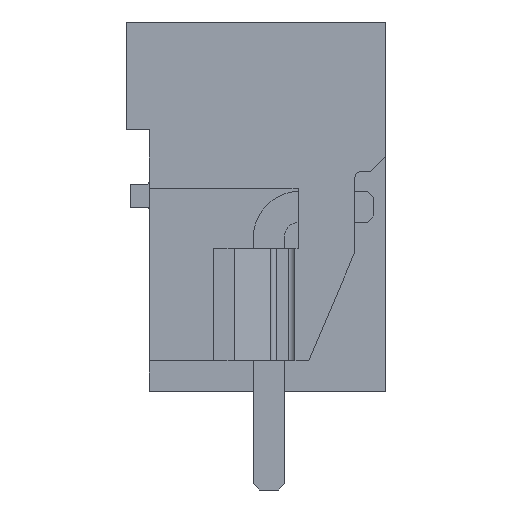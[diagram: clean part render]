
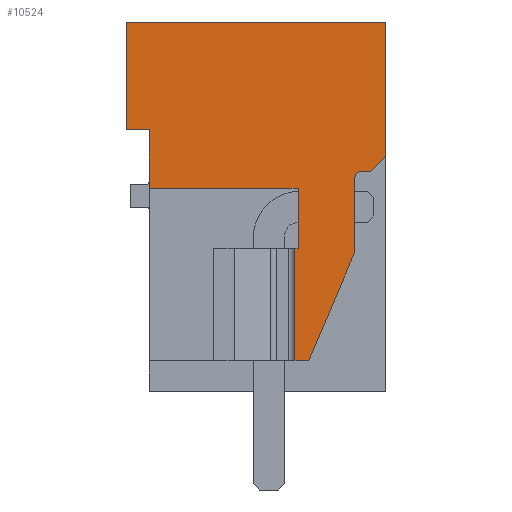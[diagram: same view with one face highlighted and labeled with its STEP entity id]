
A CAD part, left-side view. The second image highlights one B-rep face of the part: STEP entity #10524.
In plain terms, the highlighted planar face has unit normal (-1, 0, 0).
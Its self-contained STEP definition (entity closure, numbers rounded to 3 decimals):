
#10437=AXIS2_PLACEMENT_3D('Plane Axis2P3D',#10434,#10435,#10436) ;
#10490=AXIS2_PLACEMENT_3D('Circle Axis2P3D',#10488,#10489,$) ;
#63=CARTESIAN_POINT('Vertex',(0.,0.,15.2)) ;
#66=CARTESIAN_POINT('Line Origine',(0.,0.,13.023)) ;
#70=CARTESIAN_POINT('Vertex',(0.,0.,10.846)) ;
#147=CARTESIAN_POINT('Vertex',(0.,8.43,15.2)) ;
#150=CARTESIAN_POINT('Line Origine',(0.,4.215,15.2)) ;
#1823=CARTESIAN_POINT('Vertex',(0.,8.43,11.7)) ;
#1826=CARTESIAN_POINT('Line Origine',(0.,8.43,13.45)) ;
#2539=CARTESIAN_POINT('Vertex',(0.,7.68,9.8)) ;
#2542=CARTESIAN_POINT('Line Origine',(0.,7.68,10.75)) ;
#2546=CARTESIAN_POINT('Vertex',(0.,7.68,11.7)) ;
#10382=CARTESIAN_POINT('Line Origine',(0.,8.055,11.7)) ;
#10434=CARTESIAN_POINT('Axis2P3D Location',(0.,0.,0.)) ;
#10439=CARTESIAN_POINT('Line Origine',(0.,5.265,9.8)) ;
#10443=CARTESIAN_POINT('Vertex',(0.,2.85,9.8)) ;
#10446=CARTESIAN_POINT('Line Origine',(0.,2.85,8.825)) ;
#10450=CARTESIAN_POINT('Vertex',(0.,2.85,7.85)) ;
#10453=CARTESIAN_POINT('Line Origine',(0.,2.9,7.85)) ;
#10457=CARTESIAN_POINT('Vertex',(0.,2.95,7.85)) ;
#10460=CARTESIAN_POINT('Line Origine',(0.,2.95,6.025)) ;
#10464=CARTESIAN_POINT('Vertex',(0.,2.95,4.2)) ;
#10467=CARTESIAN_POINT('Line Origine',(0.,2.725,4.2)) ;
#10471=CARTESIAN_POINT('Vertex',(0.,2.5,4.2)) ;
#10474=CARTESIAN_POINT('Line Origine',(0.,1.75,5.968)) ;
#10478=CARTESIAN_POINT('Vertex',(0.,1.,7.736)) ;
#10481=CARTESIAN_POINT('Line Origine',(0.,1.,8.941)) ;
#10485=CARTESIAN_POINT('Vertex',(0.,1.,10.146)) ;
#10488=CARTESIAN_POINT('Axis2P3D Location',(0.,0.8,10.146)) ;
#10492=CARTESIAN_POINT('Vertex',(0.,0.8,10.346)) ;
#10495=CARTESIAN_POINT('Line Origine',(0.,0.65,10.346)) ;
#10499=CARTESIAN_POINT('Vertex',(0.,0.5,10.346)) ;
#10502=CARTESIAN_POINT('Line Origine',(0.,0.25,10.596)) ;
#67=DIRECTION('Vector Direction',(0.,0.,-1.)) ;
#151=DIRECTION('Vector Direction',(0.,-1.,0.)) ;
#1827=DIRECTION('Vector Direction',(0.,0.,-1.)) ;
#2543=DIRECTION('Vector Direction',(0.,0.,-1.)) ;
#10383=DIRECTION('Vector Direction',(0.,-1.,0.)) ;
#10435=DIRECTION('Axis2P3D Direction',(-1.,0.,0.)) ;
#10436=DIRECTION('Axis2P3D XDirection',(0.,0.,1.)) ;
#10440=DIRECTION('Vector Direction',(0.,1.,0.)) ;
#10447=DIRECTION('Vector Direction',(0.,0.,-1.)) ;
#10454=DIRECTION('Vector Direction',(0.,-1.,0.)) ;
#10461=DIRECTION('Vector Direction',(0.,0.,1.)) ;
#10468=DIRECTION('Vector Direction',(0.,-1.,0.)) ;
#10475=DIRECTION('Vector Direction',(0.,-0.391,0.921)) ;
#10482=DIRECTION('Vector Direction',(0.,0.,1.)) ;
#10489=DIRECTION('Axis2P3D Direction',(-1.,0.,0.)) ;
#10496=DIRECTION('Vector Direction',(0.,-1.,0.)) ;
#10503=DIRECTION('Vector Direction',(0.,-0.707,0.707)) ;
#68=VECTOR('Line Direction',#67,1.) ;
#152=VECTOR('Line Direction',#151,1.) ;
#1828=VECTOR('Line Direction',#1827,1.) ;
#2544=VECTOR('Line Direction',#2543,1.) ;
#10384=VECTOR('Line Direction',#10383,1.) ;
#10441=VECTOR('Line Direction',#10440,1.) ;
#10448=VECTOR('Line Direction',#10447,1.) ;
#10455=VECTOR('Line Direction',#10454,1.) ;
#10462=VECTOR('Line Direction',#10461,1.) ;
#10469=VECTOR('Line Direction',#10468,1.) ;
#10476=VECTOR('Line Direction',#10475,1.) ;
#10483=VECTOR('Line Direction',#10482,1.) ;
#10497=VECTOR('Line Direction',#10496,1.) ;
#10504=VECTOR('Line Direction',#10503,1.) ;
#10508=ORIENTED_EDGE('',*,*,#72,.T.) ;
#10509=ORIENTED_EDGE('',*,*,#154,.T.) ;
#10510=ORIENTED_EDGE('',*,*,#1830,.T.) ;
#10511=ORIENTED_EDGE('',*,*,#10386,.T.) ;
#10512=ORIENTED_EDGE('',*,*,#2548,.T.) ;
#10513=ORIENTED_EDGE('',*,*,#10445,.F.) ;
#10514=ORIENTED_EDGE('',*,*,#10452,.F.) ;
#10515=ORIENTED_EDGE('',*,*,#10459,.F.) ;
#10516=ORIENTED_EDGE('',*,*,#10466,.F.) ;
#10517=ORIENTED_EDGE('',*,*,#10473,.F.) ;
#10518=ORIENTED_EDGE('',*,*,#10480,.F.) ;
#10519=ORIENTED_EDGE('',*,*,#10487,.F.) ;
#10520=ORIENTED_EDGE('',*,*,#10494,.F.) ;
#10521=ORIENTED_EDGE('',*,*,#10501,.F.) ;
#10522=ORIENTED_EDGE('',*,*,#10506,.F.) ;
#10524=ADVANCED_FACE('HOUSING',(#10523),#10438,.T.) ;
#10491=CIRCLE('generated circle',#10490,0.2) ;
#72=EDGE_CURVE('',#71,#64,#69,.F.) ;
#154=EDGE_CURVE('',#64,#148,#153,.F.) ;
#1830=EDGE_CURVE('',#148,#1824,#1829,.T.) ;
#2548=EDGE_CURVE('',#2547,#2540,#2545,.T.) ;
#10386=EDGE_CURVE('',#1824,#2547,#10385,.T.) ;
#10445=EDGE_CURVE('',#10444,#2540,#10442,.T.) ;
#10452=EDGE_CURVE('',#10451,#10444,#10449,.F.) ;
#10459=EDGE_CURVE('',#10458,#10451,#10456,.T.) ;
#10466=EDGE_CURVE('',#10465,#10458,#10463,.T.) ;
#10473=EDGE_CURVE('',#10472,#10465,#10470,.F.) ;
#10480=EDGE_CURVE('',#10479,#10472,#10477,.F.) ;
#10487=EDGE_CURVE('',#10486,#10479,#10484,.F.) ;
#10494=EDGE_CURVE('',#10493,#10486,#10491,.T.) ;
#10501=EDGE_CURVE('',#10500,#10493,#10498,.F.) ;
#10506=EDGE_CURVE('',#71,#10500,#10505,.F.) ;
#10507=EDGE_LOOP('',(#10508,#10509,#10510,#10511,#10512,#10513,#10514,#10515,#10516,#10517,#10518,#10519,#10520,#10521,#10522)) ;
#10523=FACE_OUTER_BOUND('',#10507,.T.) ;
#69=LINE('Line',#66,#68) ;
#153=LINE('Line',#150,#152) ;
#1829=LINE('Line',#1826,#1828) ;
#2545=LINE('Line',#2542,#2544) ;
#10385=LINE('Line',#10382,#10384) ;
#10442=LINE('Line',#10439,#10441) ;
#10449=LINE('Line',#10446,#10448) ;
#10456=LINE('Line',#10453,#10455) ;
#10463=LINE('Line',#10460,#10462) ;
#10470=LINE('Line',#10467,#10469) ;
#10477=LINE('Line',#10474,#10476) ;
#10484=LINE('Line',#10481,#10483) ;
#10498=LINE('Line',#10495,#10497) ;
#10505=LINE('Line',#10502,#10504) ;
#10438=PLANE('',#10437) ;
#64=VERTEX_POINT('',#63) ;
#71=VERTEX_POINT('',#70) ;
#148=VERTEX_POINT('',#147) ;
#1824=VERTEX_POINT('',#1823) ;
#2540=VERTEX_POINT('',#2539) ;
#2547=VERTEX_POINT('',#2546) ;
#10444=VERTEX_POINT('',#10443) ;
#10451=VERTEX_POINT('',#10450) ;
#10458=VERTEX_POINT('',#10457) ;
#10465=VERTEX_POINT('',#10464) ;
#10472=VERTEX_POINT('',#10471) ;
#10479=VERTEX_POINT('',#10478) ;
#10486=VERTEX_POINT('',#10485) ;
#10493=VERTEX_POINT('',#10492) ;
#10500=VERTEX_POINT('',#10499) ;
